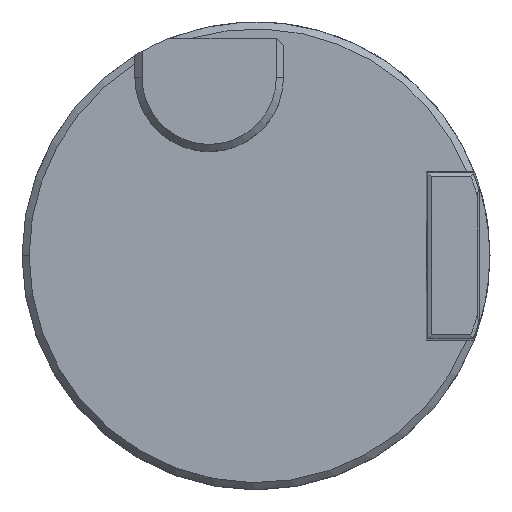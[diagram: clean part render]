
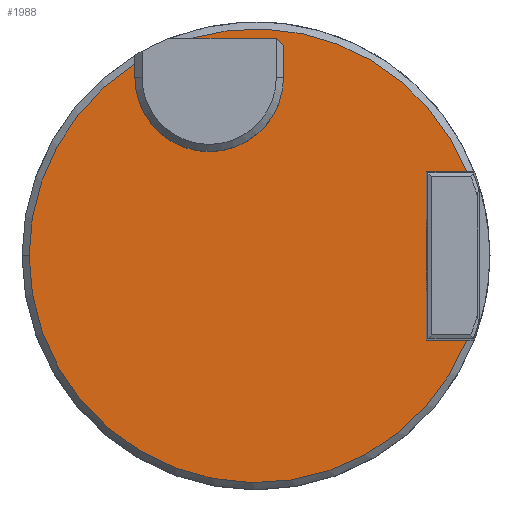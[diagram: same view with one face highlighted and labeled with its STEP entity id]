
A CAD part, top view. The second image highlights one B-rep face of the part: STEP entity #1988.
In plain terms, the highlighted planar face has unit normal (0, 0, 1).
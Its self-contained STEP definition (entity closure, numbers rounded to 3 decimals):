
#3 = CARTESIAN_POINT ( 'NONE',  ( -12.938, 19.05, 12.5 ) ) ;
#22 = LINE ( 'NONE', #1714, #1169 ) ;
#29 = DIRECTION ( 'NONE',  ( 1., 0., 0. ) ) ;
#34 = EDGE_CURVE ( 'NONE', #1098, #601, #2023, .T. ) ;
#35 = CIRCLE ( 'NONE', #1743, 24.238 ) ;
#51 = VECTOR ( 'NONE', #167, 1000. ) ;
#53 = FACE_OUTER_BOUND ( 'NONE', #249, .T. ) ;
#82 = CARTESIAN_POINT ( 'NONE',  ( 0., 0., 12.5 ) ) ;
#111 = CARTESIAN_POINT ( 'NONE',  ( 2.938, 23.241, 12.5 ) ) ;
#121 = DIRECTION ( 'NONE',  ( 0.707, -0.707, 0. ) ) ;
#132 = CARTESIAN_POINT ( 'NONE',  ( 22.505, 9., 12.5 ) ) ;
#140 = ORIENTED_EDGE ( 'NONE', *, *, #600, .F. ) ;
#147 = EDGE_CURVE ( 'NONE', #1768, #1830, #960, .T. ) ;
#150 = VERTEX_POINT ( 'NONE', #132 ) ;
#165 = DIRECTION ( 'NONE',  ( 0., -1., 0. ) ) ;
#167 = DIRECTION ( 'NONE',  ( 0., -1., 0. ) ) ;
#249 = EDGE_LOOP ( 'NONE', ( #140, #348, #589, #715, #1199, #2013, #842, #712, #1970, #1110, #785 ) ) ;
#263 = CARTESIAN_POINT ( 'NONE',  ( 0., 0., 12.5 ) ) ;
#282 = VECTOR ( 'NONE', #165, 1000. ) ;
#286 = LINE ( 'NONE', #111, #897 ) ;
#295 = CIRCLE ( 'NONE', #477, 7.938 ) ;
#315 = CARTESIAN_POINT ( 'NONE',  ( 18.201, 9., 12.5 ) ) ;
#348 = ORIENTED_EDGE ( 'NONE', *, *, #1433, .F. ) ;
#385 = CARTESIAN_POINT ( 'NONE',  ( 2.938, 19.05, 12.5 ) ) ;
#408 = CARTESIAN_POINT ( 'NONE',  ( 25., 0., 12.5 ) ) ;
#438 = DIRECTION ( 'NONE',  ( 0., 0., 1. ) ) ;
#439 = DIRECTION ( 'NONE',  ( 1., 0., 0. ) ) ;
#477 = AXIS2_PLACEMENT_3D ( 'NONE', #770, #949, #1273 ) ;
#488 = DIRECTION ( 'NONE',  ( 1., 0., 0. ) ) ;
#553 = LINE ( 'NONE', #1531, #51 ) ;
#589 = ORIENTED_EDGE ( 'NONE', *, *, #2089, .T. ) ;
#597 = VECTOR ( 'NONE', #121, 1000. ) ;
#600 = EDGE_CURVE ( 'NONE', #1473, #2115, #1492, .T. ) ;
#601 = VERTEX_POINT ( 'NONE', #845 ) ;
#712 = ORIENTED_EDGE ( 'NONE', *, *, #1914, .F. ) ;
#713 = AXIS2_PLACEMENT_3D ( 'NONE', #1324, #1651, #488 ) ;
#715 = ORIENTED_EDGE ( 'NONE', *, *, #1374, .F. ) ;
#770 = CARTESIAN_POINT ( 'NONE',  ( -5., 19.05, 12.5 ) ) ;
#780 = DIRECTION ( 'NONE',  ( 0., 0., 1. ) ) ;
#785 = ORIENTED_EDGE ( 'NONE', *, *, #1944, .F. ) ;
#790 = CARTESIAN_POINT ( 'NONE',  ( 18.201, -9., 12.5 ) ) ;
#805 = AXIS2_PLACEMENT_3D ( 'NONE', #82, #438, #1828 ) ;
#821 = CIRCLE ( 'NONE', #713, 24.238 ) ;
#842 = ORIENTED_EDGE ( 'NONE', *, *, #1689, .F. ) ;
#845 = CARTESIAN_POINT ( 'NONE',  ( 22.505, -9., 12.5 ) ) ;
#849 = CARTESIAN_POINT ( 'NONE',  ( -9.212, 23.241, 12.5 ) ) ;
#880 = CARTESIAN_POINT ( 'NONE',  ( 18.201, -9., 12.5 ) ) ;
#897 = VECTOR ( 'NONE', #2164, 1000. ) ;
#922 = VERTEX_POINT ( 'NONE', #3 ) ;
#945 = AXIS2_PLACEMENT_3D ( 'NONE', #408, #780, #1600 ) ;
#949 = DIRECTION ( 'NONE',  ( 0., 0., 1. ) ) ;
#960 = LINE ( 'NONE', #1485, #597 ) ;
#1096 = PLANE ( 'NONE',  #945 ) ;
#1098 = VERTEX_POINT ( 'NONE', #1560 ) ;
#1110 = ORIENTED_EDGE ( 'NONE', *, *, #34, .T. ) ;
#1127 = CARTESIAN_POINT ( 'NONE',  ( 2.176, 23.241, 12.5 ) ) ;
#1160 = CARTESIAN_POINT ( 'NONE',  ( 2.938, 22.479, 12.5 ) ) ;
#1169 = VECTOR ( 'NONE', #1360, 1000. ) ;
#1185 = VERTEX_POINT ( 'NONE', #1981 ) ;
#1199 = ORIENTED_EDGE ( 'NONE', *, *, #147, .T. ) ;
#1273 = DIRECTION ( 'NONE',  ( -1., 0., 0. ) ) ;
#1281 = EDGE_CURVE ( 'NONE', #1185, #1098, #35, .T. ) ;
#1324 = CARTESIAN_POINT ( 'NONE',  ( 0., 0., 12.5 ) ) ;
#1348 = CARTESIAN_POINT ( 'NONE',  ( 18.201, 9., 12.5 ) ) ;
#1360 = DIRECTION ( 'NONE',  ( -1., 0., 0. ) ) ;
#1374 = EDGE_CURVE ( 'NONE', #1768, #2150, #2025, .T. ) ;
#1417 = VECTOR ( 'NONE', #1645, 1000. ) ;
#1433 = EDGE_CURVE ( 'NONE', #150, #1473, #22, .T. ) ;
#1473 = VERTEX_POINT ( 'NONE', #1348 ) ;
#1485 = CARTESIAN_POINT ( 'NONE',  ( 2.176, 23.241, 12.5 ) ) ;
#1492 = LINE ( 'NONE', #315, #282 ) ;
#1531 = CARTESIAN_POINT ( 'NONE',  ( -12.938, 19.05, 12.5 ) ) ;
#1560 = CARTESIAN_POINT ( 'NONE',  ( -24.238, 0., 12.5 ) ) ;
#1600 = DIRECTION ( 'NONE',  ( 1., 0., 0. ) ) ;
#1627 = DIRECTION ( 'NONE',  ( 0., 0., 1. ) ) ;
#1645 = DIRECTION ( 'NONE',  ( -1., 0., 0. ) ) ;
#1651 = DIRECTION ( 'NONE',  ( 0., 0., 1. ) ) ;
#1679 = CARTESIAN_POINT ( 'NONE',  ( -6.88, 23.241, 12.5 ) ) ;
#1689 = EDGE_CURVE ( 'NONE', #922, #1905, #295, .T. ) ;
#1714 = CARTESIAN_POINT ( 'NONE',  ( 23.324, 9., 12.5 ) ) ;
#1743 = AXIS2_PLACEMENT_3D ( 'NONE', #263, #1627, #439 ) ;
#1768 = VERTEX_POINT ( 'NONE', #1127 ) ;
#1828 = DIRECTION ( 'NONE',  ( 1., 0., 0. ) ) ;
#1830 = VERTEX_POINT ( 'NONE', #1160 ) ;
#1891 = LINE ( 'NONE', #880, #2087 ) ;
#1905 = VERTEX_POINT ( 'NONE', #385 ) ;
#1914 = EDGE_CURVE ( 'NONE', #1185, #922, #553, .T. ) ;
#1944 = EDGE_CURVE ( 'NONE', #2115, #601, #1891, .T. ) ;
#1970 = ORIENTED_EDGE ( 'NONE', *, *, #1281, .T. ) ;
#1981 = CARTESIAN_POINT ( 'NONE',  ( -12.938, 20.496, 12.5 ) ) ;
#1988 = ADVANCED_FACE ( 'NONE', ( #53 ), #1096, .T. ) ;
#2013 = ORIENTED_EDGE ( 'NONE', *, *, #2204, .F. ) ;
#2023 = CIRCLE ( 'NONE', #805, 24.238 ) ;
#2025 = LINE ( 'NONE', #849, #1417 ) ;
#2087 = VECTOR ( 'NONE', #29, 1000. ) ;
#2089 = EDGE_CURVE ( 'NONE', #150, #2150, #821, .T. ) ;
#2115 = VERTEX_POINT ( 'NONE', #790 ) ;
#2150 = VERTEX_POINT ( 'NONE', #1679 ) ;
#2164 = DIRECTION ( 'NONE',  ( 0., 1., 0. ) ) ;
#2204 = EDGE_CURVE ( 'NONE', #1905, #1830, #286, .T. ) ;
